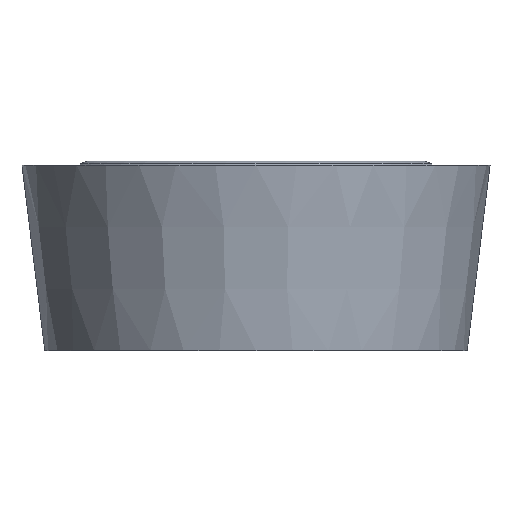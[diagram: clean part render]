
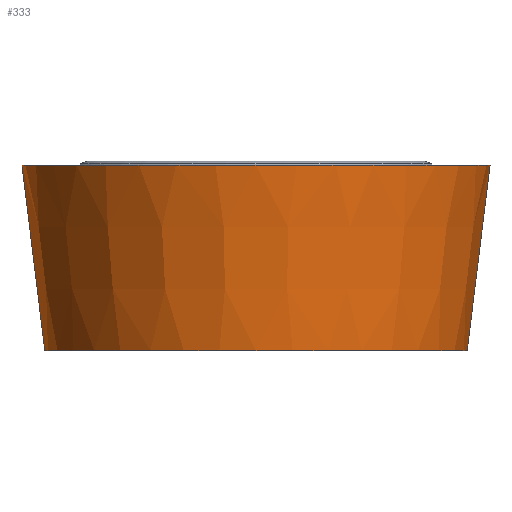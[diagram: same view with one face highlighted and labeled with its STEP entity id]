
A CAD part, left-side view. The second image highlights one B-rep face of the part: STEP entity #333.
In plain terms, the highlighted conical face has half-angle 7 degrees and reference radius 2.854 mm.
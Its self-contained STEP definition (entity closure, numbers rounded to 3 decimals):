
#28=CARTESIAN_POINT('',(0.,0.,-2.38));
#29=DIRECTION('',(0.,0.,1.));
#30=DIRECTION('',(0.,1.,0.));
#31=AXIS2_PLACEMENT_3D('',#28,#29,#30);
#52=DIRECTION('',(0.,-0.122,0.993));
#53=VECTOR('',#52,2.398);
#54=CARTESIAN_POINT('',(0.,-2.708,-2.38));
#55=LINE('',#54,#53);
#59=DIRECTION('',(0.,0.122,0.993));
#60=VECTOR('',#59,2.398);
#61=CARTESIAN_POINT('',(0.,2.708,-2.38));
#62=LINE('',#61,#60);
#74=CARTESIAN_POINT('',(0.,0.,0.));
#75=DIRECTION('',(0.,0.,-1.));
#76=DIRECTION('',(0.,-1.,0.));
#77=AXIS2_PLACEMENT_3D('',#74,#75,#76);
#252=CARTESIAN_POINT('',(0.,-2.708,-2.38));
#253=CARTESIAN_POINT('',(0.,2.708,-2.38));
#254=VERTEX_POINT('',#252);
#255=VERTEX_POINT('',#253);
#256=CARTESIAN_POINT('',(0.,-3.,0.));
#257=VERTEX_POINT('',#256);
#258=CARTESIAN_POINT('',(0.,3.,0.));
#259=VERTEX_POINT('',#258);
#321=CARTESIAN_POINT('',(0.,0.,-1.19));
#322=DIRECTION('',(0.,0.,1.));
#323=DIRECTION('',(0.,-1.,0.));
#324=AXIS2_PLACEMENT_3D('',#321,#322,#323);
#325=CONICAL_SURFACE('',#324,2.854,7.);
#326=ORIENTED_EDGE('',*,*,#295,.F.);
#327=ORIENTED_EDGE('',*,*,#316,.T.);
#329=ORIENTED_EDGE('',*,*,#328,.F.);
#330=ORIENTED_EDGE('',*,*,#312,.F.);
#331=EDGE_LOOP('',(#326,#327,#329,#330));
#332=FACE_OUTER_BOUND('',#331,.F.);
#32=CIRCLE('',#31,2.708);
#78=CIRCLE('',#77,3.);
#295=EDGE_CURVE('',#255,#254,#32,.T.);
#312=EDGE_CURVE('',#254,#257,#55,.T.);
#316=EDGE_CURVE('',#255,#259,#62,.T.);
#328=EDGE_CURVE('',#257,#259,#78,.T.);
#333=ADVANCED_FACE('',(#332),#325,.T.);
